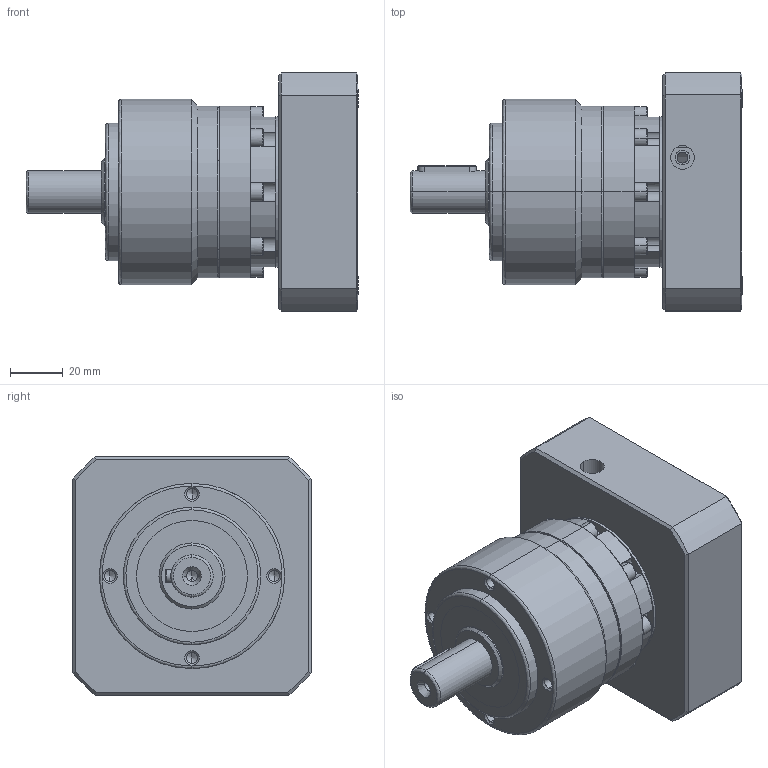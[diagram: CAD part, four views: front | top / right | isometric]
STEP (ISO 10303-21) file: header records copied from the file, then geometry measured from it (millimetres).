
FILE_DESCRIPTION (( 'STEP AP214' ), '1' );
FILE_NAME ('PE070-L1-19-80-100M6.STEP', '2024-01-06T03:17:27', ( 'admin' ), ( '' ), 'SwSTEP 2.0', 'SolidWorks 2013', '' );
FILE_SCHEMA (( 'AUTOMOTIVE_DESIGN' ));
Length unit declared in the file: millimetre
Products named in the file (4): PE070-L1-19-80-100M6; 060_X2_58F34F537AEF_X0_-19; 060-80-100M6; 070_X2_8F9351FA7AEF_X0_
Assembly tree (3 placements, depth 2):
  PE070-L1-19-80-100M6
    060_X2_58F34F537AEF_X0_-19
    060-80-100M6
    070_X2_8F9351FA7AEF_X0_
Bounding box: 125.5 x 90 x 90 mm (x, y, z)
Volume: 387163.7 mm3; surface area: 71858.9 mm2
Topology: 4 solids, 4 shells, 519 faces, 1235 edges, 721 vertices
Faces by surface type: cylinder 178, plane 171, cone 141, bspline 29
Entity records: 21519 total; most frequent: CARTESIAN_POINT 3936, DIRECTION 2536, ORIENTED_EDGE 2346, EDGE_CURVE 1173, AXIS2_PLACEMENT_3D 965, VERTEX_POINT 721, LINE 606, VECTOR 606
